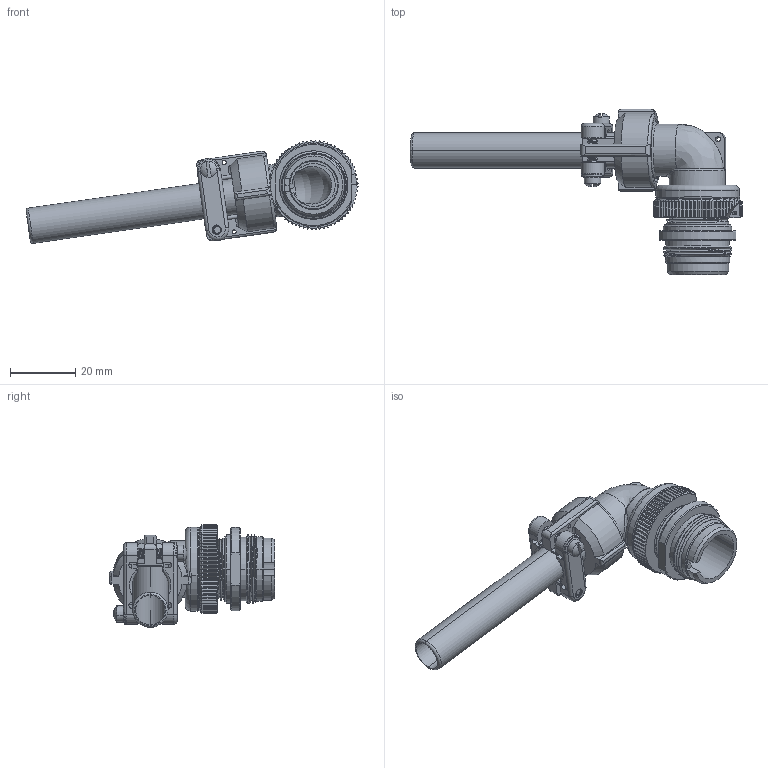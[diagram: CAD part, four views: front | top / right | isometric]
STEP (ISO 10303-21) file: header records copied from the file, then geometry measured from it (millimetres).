
FILE_DESCRIPTION((''),'2;1');
FILE_NAME('13302CG14','2018-11-23T10:13:05',('cgregory'),('NET AG system integration'),'CREO PARAMETRIC BY PTC INC, 2017260','CREO PARAMETRIC BY PTC INC, 2017260','');
FILE_SCHEMA(('AUTOMOTIVE_DESIGN { 1 0 10303 214 1 1 1 1 }'));
Length unit declared in the file: millimetre
Products named in the file (1): 13302CG14
Bounding box: 101.82 x 50.67 x 31.49 mm (x, y, z)
Volume: 12569.4 mm3; surface area: 19319.7 mm2
Topology: 2 solids, 3 shells, 1030 faces, 2974 edges, 1940 vertices
Faces by surface type: cylinder 416, plane 369, cone 124, bspline 71, torus 38, sphere 12
Entity records: 60351 total; most frequent: CARTESIAN_POINT 27699, ORIENTED_EDGE 5948, DIRECTION 4462, EDGE_CURVE 2974, VERTEX_POINT 1940, AXIS2_PLACEMENT_3D 1705, B_SPLINE_CURVE_WITH_KNOTS 1185, EDGE_LOOP 1092
